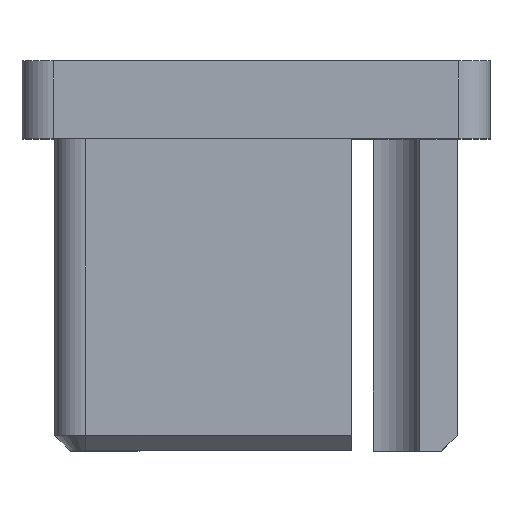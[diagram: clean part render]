
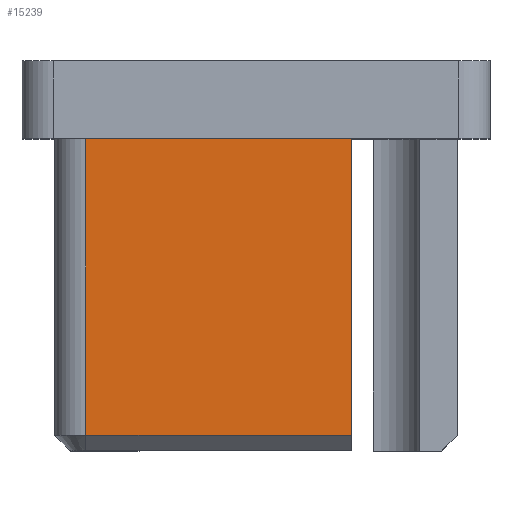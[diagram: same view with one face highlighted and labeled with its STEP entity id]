
A CAD part, top view. The second image highlights one B-rep face of the part: STEP entity #15239.
In plain terms, the highlighted planar face has unit normal (0, 0, 1).
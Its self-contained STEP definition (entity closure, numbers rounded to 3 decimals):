
#636 = ORIENTED_EDGE ( 'NONE', *, *, #14160, .T. ) ;
#704 = DIRECTION ( 'NONE',  ( 0., 0., -1. ) ) ;
#846 = ORIENTED_EDGE ( 'NONE', *, *, #2302, .T. ) ;
#1158 = DIRECTION ( 'NONE',  ( -1., 0., 0. ) ) ;
#1420 = LINE ( 'NONE', #14311, #2978 ) ;
#2102 = PLANE ( 'NONE',  #14239 ) ;
#2302 = EDGE_CURVE ( 'NONE', #9477, #9526, #13089, .T. ) ;
#2476 = EDGE_LOOP ( 'NONE', ( #11563, #636, #846, #12299 ) ) ;
#2978 = VECTOR ( 'NONE', #15541, 1000. ) ;
#3080 = DIRECTION ( 'NONE',  ( 0., 1., 0. ) ) ;
#3284 = CARTESIAN_POINT ( 'NONE',  ( 6.1, -19., 7.9 ) ) ;
#3330 = DIRECTION ( 'NONE',  ( -1., 0., 0. ) ) ;
#3508 = CARTESIAN_POINT ( 'NONE',  ( -10.9, -20., 7.9 ) ) ;
#4127 = EDGE_CURVE ( 'NONE', #15031, #6385, #11737, .T. ) ;
#4719 = VECTOR ( 'NONE', #9522, 1000. ) ;
#4883 = CARTESIAN_POINT ( 'NONE',  ( -12.9, 0., 7.9 ) ) ;
#5547 = CARTESIAN_POINT ( 'NONE',  ( 6.1, -20., 7.9 ) ) ;
#5846 = CARTESIAN_POINT ( 'NONE',  ( -10.9, 0., 7.9 ) ) ;
#6385 = VERTEX_POINT ( 'NONE', #14862 ) ;
#6973 = CARTESIAN_POINT ( 'NONE',  ( -12.9, -20., 7.9 ) ) ;
#7041 = CARTESIAN_POINT ( 'NONE',  ( 6.1, 0., 7.9 ) ) ;
#7234 = VECTOR ( 'NONE', #3080, 1000. ) ;
#8951 = VECTOR ( 'NONE', #1158, 1000. ) ;
#9477 = VERTEX_POINT ( 'NONE', #3284 ) ;
#9522 = DIRECTION ( 'NONE',  ( 0., -1., 0. ) ) ;
#9526 = VERTEX_POINT ( 'NONE', #7041 ) ;
#11563 = ORIENTED_EDGE ( 'NONE', *, *, #4127, .T. ) ;
#11737 = LINE ( 'NONE', #3508, #4719 ) ;
#12079 = FACE_OUTER_BOUND ( 'NONE', #2476, .T. ) ;
#12299 = ORIENTED_EDGE ( 'NONE', *, *, #12378, .T. ) ;
#12378 = EDGE_CURVE ( 'NONE', #9526, #15031, #12520, .T. ) ;
#12520 = LINE ( 'NONE', #4883, #8951 ) ;
#13089 = LINE ( 'NONE', #5547, #7234 ) ;
#14160 = EDGE_CURVE ( 'NONE', #6385, #9477, #1420, .T. ) ;
#14239 = AXIS2_PLACEMENT_3D ( 'NONE', #6973, #704, #3330 ) ;
#14311 = CARTESIAN_POINT ( 'NONE',  ( 6.1, -19., 7.9 ) ) ;
#14862 = CARTESIAN_POINT ( 'NONE',  ( -10.9, -19., 7.9 ) ) ;
#15031 = VERTEX_POINT ( 'NONE', #5846 ) ;
#15239 = ADVANCED_FACE ( 'NONE', ( #12079 ), #2102, .F. ) ;
#15541 = DIRECTION ( 'NONE',  ( 1., 0., 0. ) ) ;
